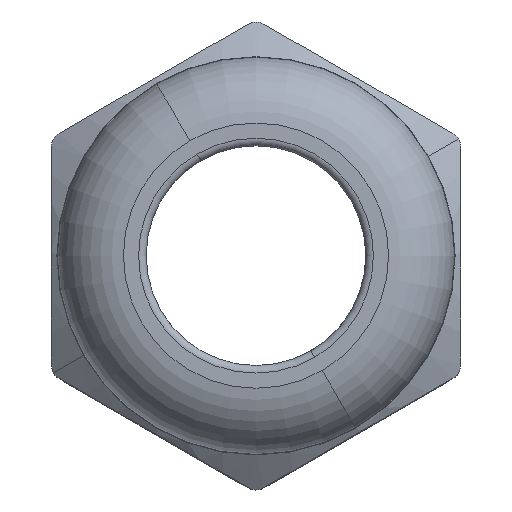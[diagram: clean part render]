
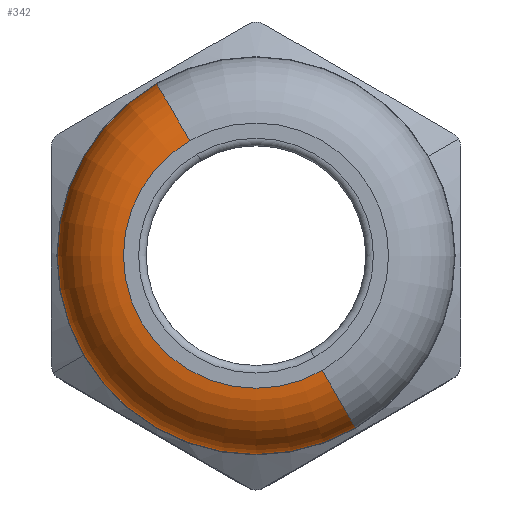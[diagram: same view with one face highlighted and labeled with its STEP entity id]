
A CAD part, top view. The second image highlights one B-rep face of the part: STEP entity #342.
In plain terms, the highlighted toroidal (fillet/blend) face has major radius 8.375 mm and minor radius 4.725 mm.
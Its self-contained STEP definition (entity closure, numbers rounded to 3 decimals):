
#230=AXIS2_PLACEMENT_3D('Circle Axis2P3D',#228,#229,$) ;
#267=AXIS2_PLACEMENT_3D('Circle Axis2P3D',#265,#266,$) ;
#292=AXIS2_PLACEMENT_3D('Circle Axis2P3D',#290,#291,$) ;
#313=AXIS2_PLACEMENT_3D('Circle Axis2P3D',#311,#312,$) ;
#328=AXIS2_PLACEMENT_3D('Torus Axis2P3D',#325,#326,#327) ;
#332=AXIS2_PLACEMENT_3D('Circle Axis2P3D',#330,#331,$) ;
#225=CARTESIAN_POINT('Vertex',(20.05,4.089,36.29)) ;
#228=CARTESIAN_POINT('Axis2P3D Location',(13.5,15.434,36.29)) ;
#232=CARTESIAN_POINT('Vertex',(2.155,8.884,36.29)) ;
#265=CARTESIAN_POINT('Axis2P3D Location',(13.5,15.434,36.29)) ;
#269=CARTESIAN_POINT('Vertex',(6.95,26.779,36.29)) ;
#290=CARTESIAN_POINT('Axis2P3D Location',(9.312,22.687,36.29)) ;
#294=CARTESIAN_POINT('Vertex',(9.125,23.011,41.)) ;
#308=CARTESIAN_POINT('Vertex',(17.875,7.856,41.)) ;
#311=CARTESIAN_POINT('Axis2P3D Location',(17.688,8.181,36.29)) ;
#325=CARTESIAN_POINT('Axis2P3D Location',(13.5,15.434,36.29)) ;
#330=CARTESIAN_POINT('Axis2P3D Location',(13.5,15.434,41.)) ;
#229=DIRECTION('Axis2P3D Direction',(0.,0.,-1.)) ;
#266=DIRECTION('Axis2P3D Direction',(0.,0.,-1.)) ;
#291=DIRECTION('Axis2P3D Direction',(-0.866,-0.5,0.)) ;
#312=DIRECTION('Axis2P3D Direction',(0.866,0.5,0.)) ;
#326=DIRECTION('Axis2P3D Direction',(0.,0.,-1.)) ;
#327=DIRECTION('Axis2P3D XDirection',(0.5,-0.866,0.)) ;
#331=DIRECTION('Axis2P3D Direction',(0.,0.,-1.)) ;
#336=ORIENTED_EDGE('',*,*,#296,.T.) ;
#337=ORIENTED_EDGE('',*,*,#271,.F.) ;
#338=ORIENTED_EDGE('',*,*,#234,.F.) ;
#339=ORIENTED_EDGE('',*,*,#315,.T.) ;
#340=ORIENTED_EDGE('',*,*,#334,.T.) ;
#342=ADVANCED_FACE('VG_16_OT\\Hauptk\X2\00F6\X0\rper',(#341),#329,.T.) ;
#231=CIRCLE('generated circle',#230,13.1) ;
#268=CIRCLE('generated circle',#267,13.1) ;
#293=CIRCLE('generated circle',#292,4.725) ;
#314=CIRCLE('generated circle',#313,4.725) ;
#333=CIRCLE('generated circle',#332,8.75) ;
#329=TOROIDAL_SURFACE('homeo Torus',#328,8.375,4.725) ;
#234=EDGE_CURVE('',#226,#233,#231,.T.) ;
#271=EDGE_CURVE('',#233,#270,#268,.T.) ;
#296=EDGE_CURVE('',#295,#270,#293,.T.) ;
#315=EDGE_CURVE('',#226,#309,#314,.F.) ;
#334=EDGE_CURVE('',#309,#295,#333,.T.) ;
#335=EDGE_LOOP('',(#336,#337,#338,#339,#340)) ;
#341=FACE_OUTER_BOUND('',#335,.T.) ;
#226=VERTEX_POINT('',#225) ;
#233=VERTEX_POINT('',#232) ;
#270=VERTEX_POINT('',#269) ;
#295=VERTEX_POINT('',#294) ;
#309=VERTEX_POINT('',#308) ;
